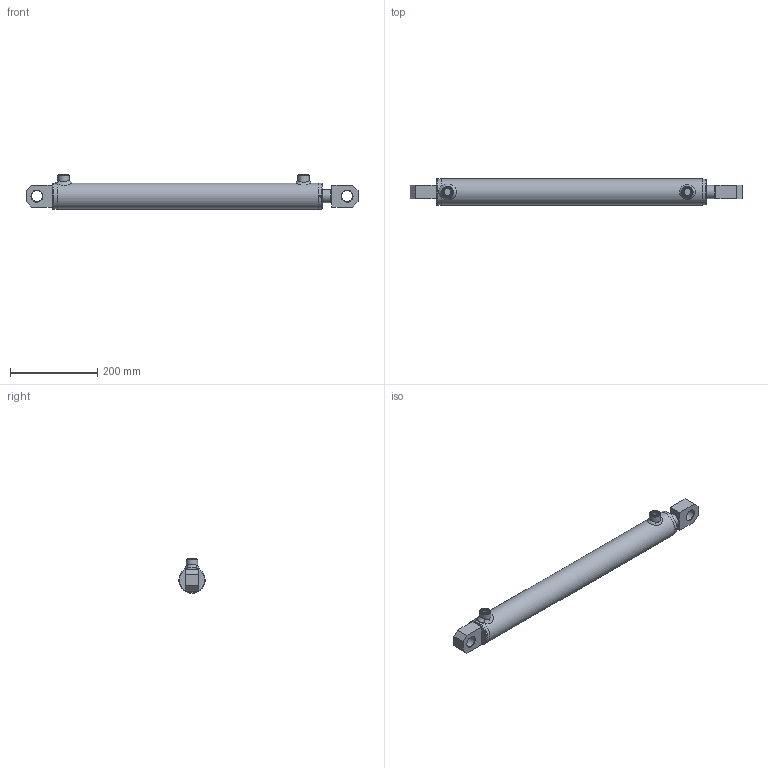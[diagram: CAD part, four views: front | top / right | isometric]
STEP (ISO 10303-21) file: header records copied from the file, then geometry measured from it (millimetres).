
FILE_DESCRIPTION(/* description */ ('Unknown'),/* implementation_level */ '2;1');
FILE_NAME(/* name */ '188362',/* time_stamp */ '2025-10-11T07:54:55+02:00',/* author */ ('Unknown'),/* organization */ ('Unknown'),/* preprocessor_version */ 'ST-DEVELOPER v18.104',/* originating_system */ 'Solid Edge',/* authorisation */ 'Unknown');
FILE_SCHEMA (('AUTOMOTIVE_DESIGN {1 0 10303 214 3 1 1}'));
Length unit declared in the file: millimetre
Products named in the file (3): 188362; Lasche ø025,25 807343H80661; 188052
Assembly tree (3 placements, depth 2):
  188362
    Lasche ø025,25 807343H80661  x2
    188052
Bounding box: 760 x 60 x 79 mm (x, y, z)
Volume: 1229687.3 mm3; surface area: 360851.7 mm2
Topology: 18 solids, 18 shells, 229 faces, 475 edges, 295 vertices
Faces by surface type: plane 74, cylinder 59, cone 40, torus 38, bspline 18
Full cylindrical faces by diameter (mm): 4 x2, 4.25 x3, 5 x2, 7 x2, 14.95 x2, 16 x2, 16.6 x2, 19.4 x1, 20 x5, 22 x2, 24.5 x1, 25.25 x2, 26 x2, 30 x5, 32 x1, 33 x1, 34 x1, 38.6 x1, 40 x1, 45 x1, 45.41 x2, 48.66 x2, 49.9 x1, 50 x1, 50.3 x1, 50.5 x1, 50.6 x1, 51 x1, 52 x3, 52.5 x1
Entity records: 8488 total; most frequent: CARTESIAN_POINT 3929, DIRECTION 794, ORIENTED_EDGE 512, FACE_BOUND 400, EDGE_LOOP 394, AXIS2_PLACEMENT_3D 376, EDGE_CURVE 256, VERTEX_POINT 230
